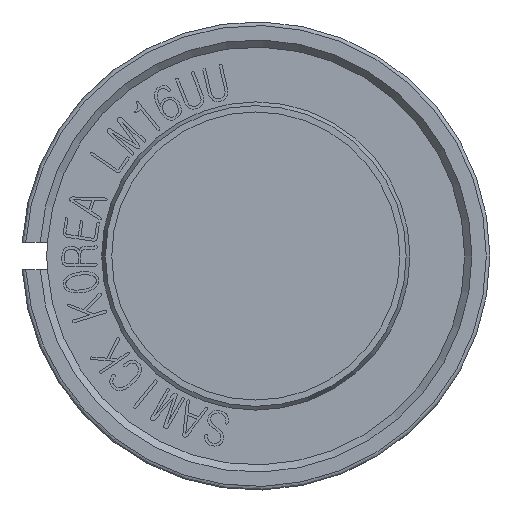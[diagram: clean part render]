
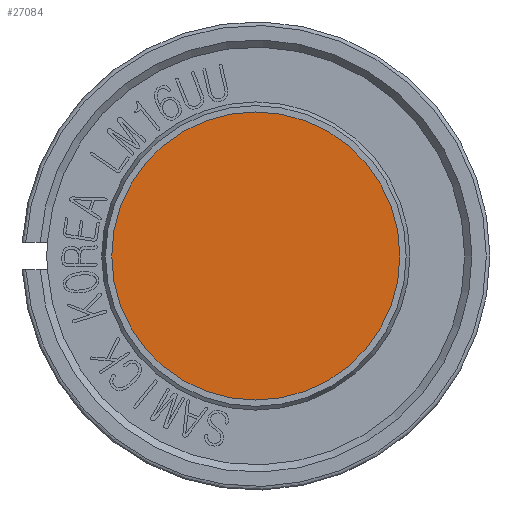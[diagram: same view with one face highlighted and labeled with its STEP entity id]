
A CAD part, front view. The second image highlights one B-rep face of the part: STEP entity #27084.
In plain terms, the highlighted planar face has unit normal (0, -1, 0).
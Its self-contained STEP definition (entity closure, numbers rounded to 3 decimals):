
#27053=CARTESIAN_POINT('',(-8.0,-43.0,0.));
#27054=VERTEX_POINT('',#27053);
#27055=CARTESIAN_POINT('',(0.0,-43.0,0.0));
#27056=DIRECTION('',(0.0,1.0,0.0));
#27057=DIRECTION('',(1.0,0.0,0.0));
#27058=AXIS2_PLACEMENT_3D('',#27055,#27056,#27057);
#27059=CIRCLE('',#27058,8.0);
#27060=EDGE_CURVE('',#27054,#27054,#27059,.T.);
#27076=CARTESIAN_POINT('',(0.0,-43.0,0.0));
#27077=DIRECTION('',(0.0,-1.0,0.0));
#27078=DIRECTION('',(0.0,0.0,-1.0));
#27079=AXIS2_PLACEMENT_3D('',#27076,#27077,#27078);
#27080=PLANE('',#27079);
#27081=ORIENTED_EDGE('',*,*,#27060,.F.);
#27082=EDGE_LOOP('',(#27081));
#27083=FACE_OUTER_BOUND('',#27082,.T.);
#27084=ADVANCED_FACE('',(#27083),#27080,.T.);
